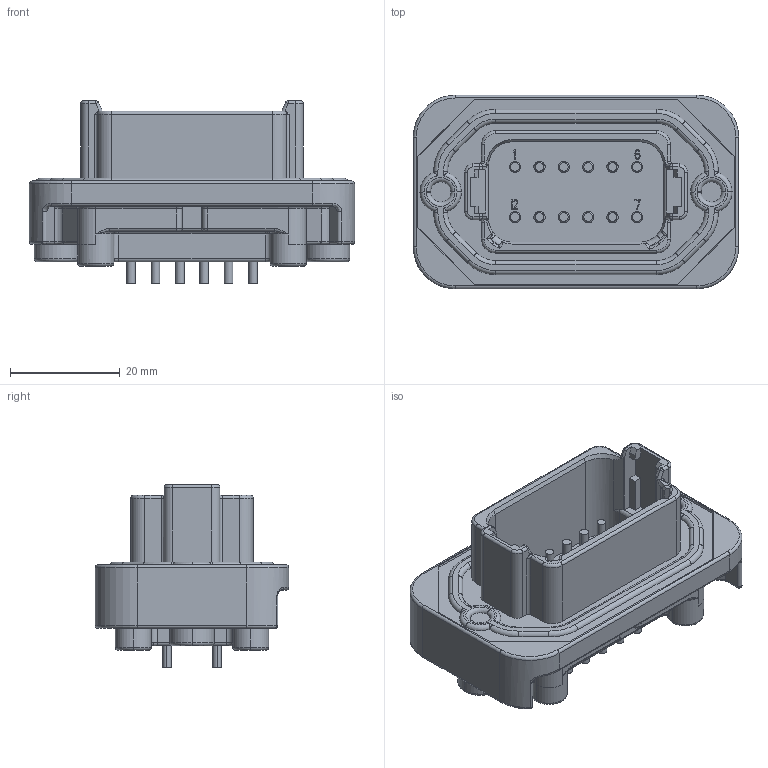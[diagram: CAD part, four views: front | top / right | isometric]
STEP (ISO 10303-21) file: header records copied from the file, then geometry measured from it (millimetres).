
FILE_DESCRIPTION(('STEP AP242'),'1');
FILE_NAME('dt15-12pa.stp','2022-08-01T09:22:49',('TraceParts'),('TraceParts S.A.'),'Spatial InterOp 3D',' ',' ');
FILE_SCHEMA(('AP242_MANAGED_MODEL_BASED_3D_ENGINEERING_MIM_LF {1 0 10303 442 1 1 4}'));
Length unit declared in the file: millimetre
Products named in the file (1): dt15-12pa
Bounding box: 59.21 x 35.26 x 33.22 mm (x, y, z)
Volume: 22633.7 mm3; surface area: 11596.7 mm2
Topology: 1 solids, 1 shells, 683 faces, 1776 edges, 1140 vertices
Faces by surface type: plane 282, cylinder 206, torus 121, cone 54, bspline 14, sphere 6
Entity records: 22725 total; most frequent: CARTESIAN_POINT 5610, DIRECTION 3714, ORIENTED_EDGE 3552, EDGE_CURVE 1776, AXIS2_PLACEMENT_3D 1384, VERTEX_POINT 1140, LINE 946, VECTOR 946
